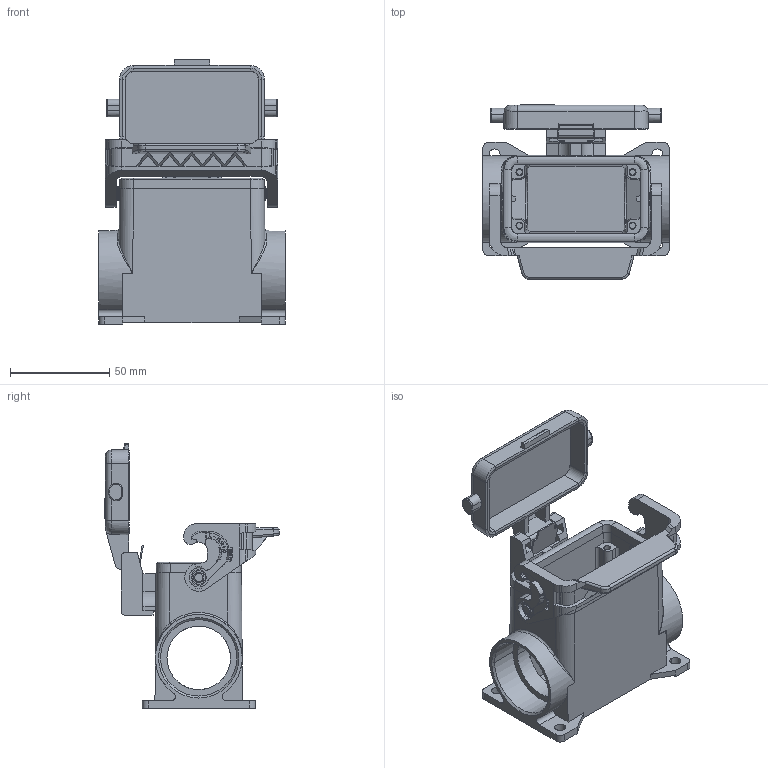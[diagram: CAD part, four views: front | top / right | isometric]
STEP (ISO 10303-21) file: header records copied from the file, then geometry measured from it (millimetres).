
FILE_DESCRIPTION(('Creo Elements/Direct Modeling STEP Export'),'2;1');
FILE_NAME('37jbk2e5pl6qqpb4548','2023-03-10T13:43:22',(''),(''),'Creo Elements/Direct Modeling STEP processor for AP214 (Solid Model)','Creo Elements/Direct Modeling 20.1B 02-Apr-2019 (C) Parametric Technology GmbH','');
FILE_SCHEMA(('AUTOMOTIVE_DESIGN { 1 0 10303 214 1 1 1 1 }'));
Products named in the file (3): MLAP 10LS232; MLAP 10LS240
Assembly tree (2 placements, depth 3):
  MLAP 10LS240
    MLAP 10LS232
      MLAP 10LS232
Bounding box: 94 x 87.8 x 133.49 mm (x, y, z)
Volume: 120923 mm3; surface area: 71741.1 mm2
Topology: 1 solids, 1 shells, 1334 faces, 3621 edges, 2342 vertices
Faces by surface type: plane 804, cylinder 399, torus 52, cone 36, bspline 34, sphere 9
Entity records: 59516 total; most frequent: CARTESIAN_POINT 15710, ORIENTED_EDGE 7220, DIRECTION 6577, EDGE_CURVE 3610, VECTOR 2453, LINE 2453, VERTEX_POINT 2342, AXIS2_PLACEMENT_3D 2062
